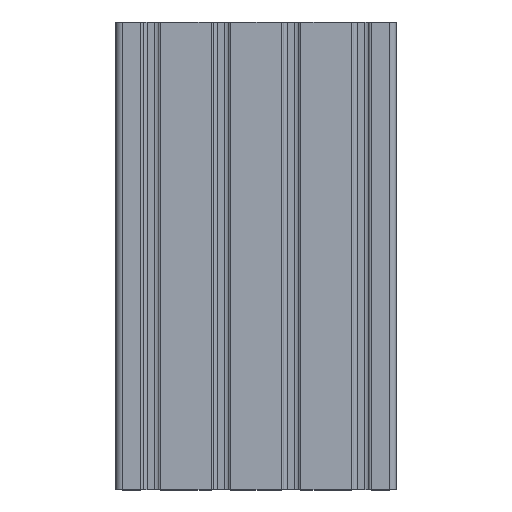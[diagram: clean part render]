
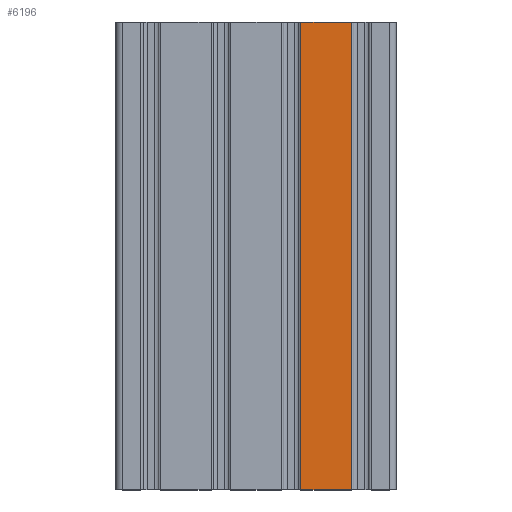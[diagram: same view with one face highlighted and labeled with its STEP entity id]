
A CAD part, top view. The second image highlights one B-rep face of the part: STEP entity #6196.
In plain terms, the highlighted planar face has unit normal (0, 0, 1).
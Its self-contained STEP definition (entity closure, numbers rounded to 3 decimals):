
#158=PLANE('',#6752);
#432=FACE_OUTER_BOUND('',#754,.T.);
#754=EDGE_LOOP('',(#4857,#4858,#4859,#4860));
#1306=LINE('',#10173,#1914);
#1307=LINE('',#10177,#1915);
#1308=LINE('',#10179,#1916);
#1309=LINE('',#10180,#1917);
#1914=VECTOR('',#8302,200.);
#1915=VECTOR('',#8307,21.65);
#1916=VECTOR('',#8308,200.);
#1917=VECTOR('',#8309,21.65);
#2859=VERTEX_POINT('',#10170);
#2860=VERTEX_POINT('',#10172);
#2861=VERTEX_POINT('',#10176);
#2862=VERTEX_POINT('',#10178);
#3705=EDGE_CURVE('',#2860,#2859,#1306,.T.);
#3707=EDGE_CURVE('',#2859,#2861,#1307,.T.);
#3708=EDGE_CURVE('',#2862,#2861,#1308,.T.);
#3709=EDGE_CURVE('',#2860,#2862,#1309,.T.);
#4857=ORIENTED_EDGE('',*,*,#3707,.T.);
#4858=ORIENTED_EDGE('',*,*,#3708,.F.);
#4859=ORIENTED_EDGE('',*,*,#3709,.F.);
#4860=ORIENTED_EDGE('',*,*,#3705,.T.);
#6196=ADVANCED_FACE('',(#432),#158,.T.);
#6752=AXIS2_PLACEMENT_3D('',#10175,#8305,#8306);
#8302=DIRECTION('',(0.,1.,0.));
#8305=DIRECTION('center_axis',(0.,0.,1.));
#8306=DIRECTION('ref_axis',(1.,0.,0.));
#8307=DIRECTION('',(-1.,0.,0.));
#8308=DIRECTION('',(0.,1.,0.));
#8309=DIRECTION('',(-1.,0.,0.));
#10170=CARTESIAN_POINT('',(40.825,200.,30.));
#10172=CARTESIAN_POINT('',(40.825,0.,30.));
#10173=CARTESIAN_POINT('',(40.825,0.,30.));
#10175=CARTESIAN_POINT('Origin',(19.175,0.,30.));
#10176=CARTESIAN_POINT('',(19.175,200.,30.));
#10177=CARTESIAN_POINT('',(9.588,200.,30.));
#10178=CARTESIAN_POINT('',(19.175,0.,30.));
#10179=CARTESIAN_POINT('',(19.175,0.,30.));
#10180=CARTESIAN_POINT('',(9.588,0.,30.));
